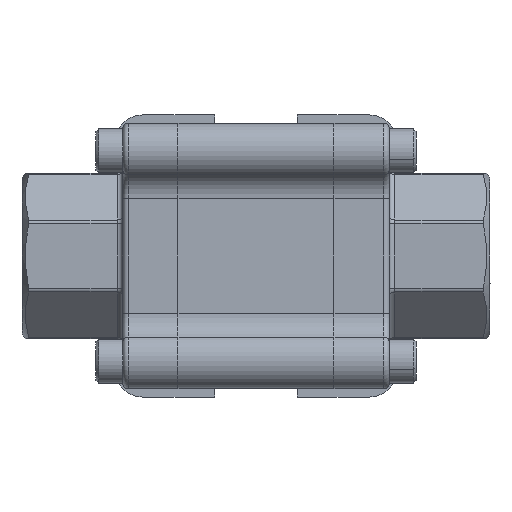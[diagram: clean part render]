
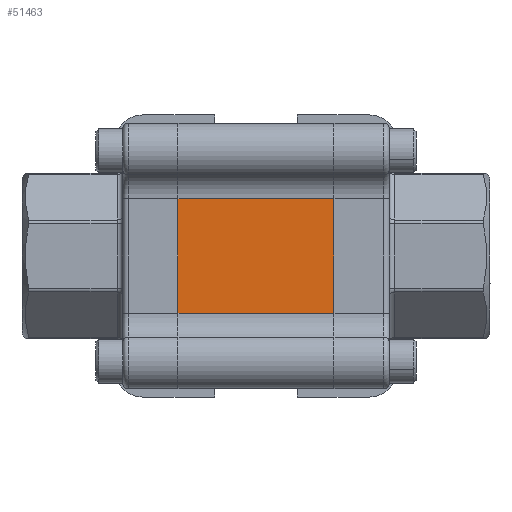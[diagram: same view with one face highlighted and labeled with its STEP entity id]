
A CAD part, front view. The second image highlights one B-rep face of the part: STEP entity #51463.
In plain terms, the highlighted planar face has unit normal (0, -1, 0).
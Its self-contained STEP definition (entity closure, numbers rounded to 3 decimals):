
#4701 = PLANE ( 'NONE',  #11009 ) ;
#6112 = ORIENTED_EDGE ( 'NONE', *, *, #36604, .F. ) ;
#6468 = CARTESIAN_POINT ( 'NONE',  ( 14.1, -19., 10.34 ) ) ;
#10104 = LINE ( 'NONE', #41617, #76268 ) ;
#11009 = AXIS2_PLACEMENT_3D ( 'NONE', #37681, #14551, #46596 ) ;
#11623 = CARTESIAN_POINT ( 'NONE',  ( 81.982, -19., 10.34 ) ) ;
#12098 = EDGE_CURVE ( 'NONE', #68350, #30254, #50508, .T. ) ;
#12575 = FACE_OUTER_BOUND ( 'NONE', #13500, .T. ) ;
#13500 = EDGE_LOOP ( 'NONE', ( #27264, #49109, #55643, #6112 ) ) ;
#14551 = DIRECTION ( 'NONE',  ( 0., 1., 0. ) ) ;
#15985 = LINE ( 'NONE', #31238, #43098 ) ;
#24234 = VECTOR ( 'NONE', #91442, 1000. ) ;
#24414 = CARTESIAN_POINT ( 'NONE',  ( 14.1, -19., -10.34 ) ) ;
#27264 = ORIENTED_EDGE ( 'NONE', *, *, #71956, .F. ) ;
#29367 = CARTESIAN_POINT ( 'NONE',  ( -14.1, -19., 10.34 ) ) ;
#30254 = VERTEX_POINT ( 'NONE', #29367 ) ;
#31238 = CARTESIAN_POINT ( 'NONE',  ( 81.982, -19., -10.34 ) ) ;
#31747 = DIRECTION ( 'NONE',  ( -1., 0., 0. ) ) ;
#36604 = EDGE_CURVE ( 'NONE', #47551, #79604, #15985, .T. ) ;
#36690 = DIRECTION ( 'NONE',  ( 0., 0., -1. ) ) ;
#37062 = CARTESIAN_POINT ( 'NONE',  ( -14.1, -19., -10.34 ) ) ;
#37681 = CARTESIAN_POINT ( 'NONE',  ( 81.982, -19., 10.34 ) ) ;
#41617 = CARTESIAN_POINT ( 'NONE',  ( 14.1, -19., 10.34 ) ) ;
#43098 = VECTOR ( 'NONE', #31747, 1000. ) ;
#44046 = LINE ( 'NONE', #92350, #45982 ) ;
#45982 = VECTOR ( 'NONE', #36690, 1000. ) ;
#46596 = DIRECTION ( 'NONE',  ( 0., 0., 1. ) ) ;
#47551 = VERTEX_POINT ( 'NONE', #24414 ) ;
#49109 = ORIENTED_EDGE ( 'NONE', *, *, #12098, .T. ) ;
#50508 = LINE ( 'NONE', #11623, #24234 ) ;
#51463 = ADVANCED_FACE ( 'NONE', ( #12575 ), #4701, .F. ) ;
#55643 = ORIENTED_EDGE ( 'NONE', *, *, #77034, .T. ) ;
#68350 = VERTEX_POINT ( 'NONE', #6468 ) ;
#71956 = EDGE_CURVE ( 'NONE', #68350, #47551, #10104, .T. ) ;
#76268 = VECTOR ( 'NONE', #80488, 1000. ) ;
#77034 = EDGE_CURVE ( 'NONE', #30254, #79604, #44046, .T. ) ;
#79604 = VERTEX_POINT ( 'NONE', #37062 ) ;
#80488 = DIRECTION ( 'NONE',  ( 0., 0., -1. ) ) ;
#91442 = DIRECTION ( 'NONE',  ( -1., 0., 0. ) ) ;
#92350 = CARTESIAN_POINT ( 'NONE',  ( -14.1, -19., 10.34 ) ) ;
